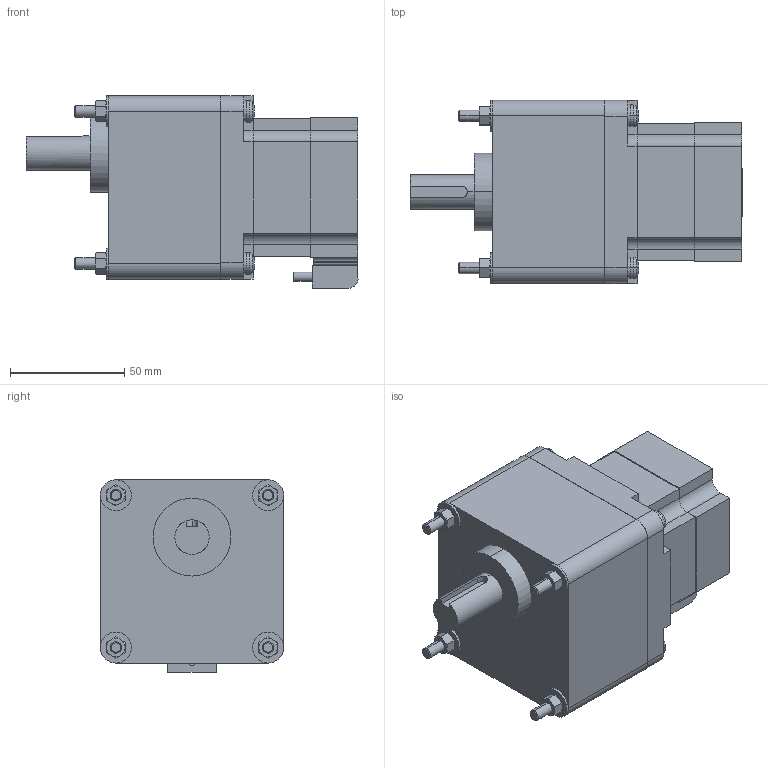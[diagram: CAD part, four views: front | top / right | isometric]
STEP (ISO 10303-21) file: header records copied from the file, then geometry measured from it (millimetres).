
FILE_DESCRIPTION(('starvars output'),'2;1');
FILE_NAME('fh6pf60g.stp','13:59:41 2014/09/11',( 'Thomas Industrial Network Germany GmbH'),( 'Thomas Industrial Network Germany GmbH'),'unknown preprocess','ACIS' ,'unknown authorization');
FILE_SCHEMA(('AUTOMOTIVE_DESIGN_CC2 {UNKNOWN IMPLEMENTATION LEVEL}'));
Length unit declared in the file: millimetre
Products named in the file (5): PRODUCT_ID_1; PRODUCT_ID_2; PRODUCT_ID_3; PRODUCT_ID_4; PRODUCT_ID_5
Bounding box: 145 x 80 x 84 mm (x, y, z)
Volume: 571948.3 mm3; surface area: 78172.8 mm2
Topology: 5 solids, 5 shells, 340 faces, 783 edges, 481 vertices
Faces by surface type: plane 167, cone 80, cylinder 77, bspline 8, torus 8
Entity records: 11755 total; most frequent: CARTESIAN_POINT 2026, ORIENTED_EDGE 1566, DIRECTION 1116, EDGE_CURVE 783, VERTEX_POINT 481, AXIS2_PLACEMENT_3D 379, EDGE_LOOP 368, FACE_BOUND 368
